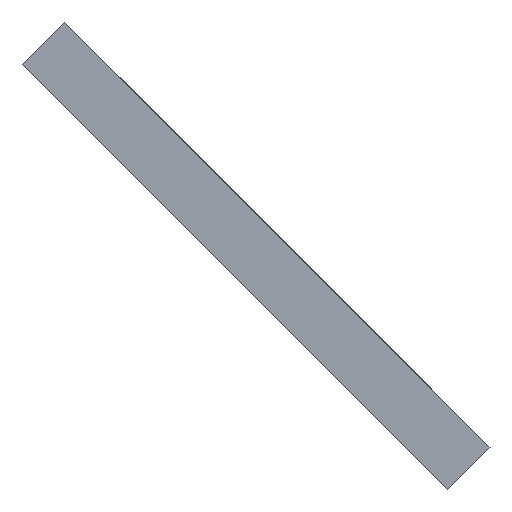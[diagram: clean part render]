
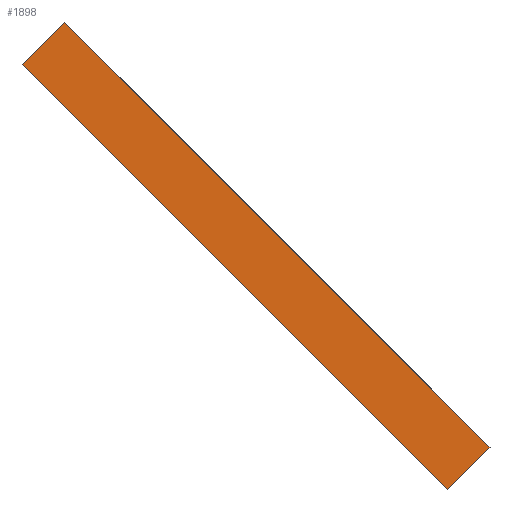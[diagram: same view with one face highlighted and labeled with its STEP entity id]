
A CAD part, left-side view. The second image highlights one B-rep face of the part: STEP entity #1898.
In plain terms, the highlighted planar face has unit normal (-1, 0, 0).
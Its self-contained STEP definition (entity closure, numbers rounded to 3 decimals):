
#296=FACE_OUTER_BOUND('',#402,.T.);
#402=EDGE_LOOP('',(#1679,#1680,#1681,#1682));
#564=LINE('',#3717,#728);
#572=LINE('',#3732,#736);
#573=LINE('',#3734,#737);
#574=LINE('',#3735,#738);
#728=VECTOR('',#2201,10.);
#736=VECTOR('',#2213,10.);
#737=VECTOR('',#2216,10.);
#738=VECTOR('',#2217,10.);
#916=VERTEX_POINT('',#3714);
#917=VERTEX_POINT('',#3716);
#921=VERTEX_POINT('',#3728);
#922=VERTEX_POINT('',#3730);
#1188=EDGE_CURVE('',#916,#917,#564,.T.);
#1196=EDGE_CURVE('',#921,#922,#572,.T.);
#1197=EDGE_CURVE('',#916,#921,#573,.T.);
#1198=EDGE_CURVE('',#917,#922,#574,.T.);
#1679=ORIENTED_EDGE('',*,*,#1197,.T.);
#1680=ORIENTED_EDGE('',*,*,#1196,.T.);
#1681=ORIENTED_EDGE('',*,*,#1198,.F.);
#1682=ORIENTED_EDGE('',*,*,#1188,.F.);
#1795=PLANE('',#1959);
#1898=ADVANCED_FACE('',(#296),#1795,.T.);
#1959=AXIS2_PLACEMENT_3D('',#3733,#2214,#2215);
#2201=DIRECTION('',(0.,-0.707,0.707));
#2213=DIRECTION('',(0.,-0.707,0.707));
#2214=DIRECTION('center_axis',(-1.,0.,0.));
#2215=DIRECTION('ref_axis',(0.,-0.707,-0.707));
#2216=DIRECTION('',(0.,-0.707,-0.707));
#2217=DIRECTION('',(0.,-0.707,-0.707));
#3714=CARTESIAN_POINT('',(-31.,-80.261,139.859));
#3716=CARTESIAN_POINT('',(-31.,-81.392,140.99));
#3717=CARTESIAN_POINT('',(-31.,-80.261,139.859));
#3728=CARTESIAN_POINT('',(-31.,-91.574,128.545));
#3730=CARTESIAN_POINT('',(-31.,-92.706,129.676));
#3732=CARTESIAN_POINT('',(-31.,-91.574,128.545));
#3733=CARTESIAN_POINT('Origin',(-31.,-80.261,139.859));
#3734=CARTESIAN_POINT('',(-31.,-80.261,139.859));
#3735=CARTESIAN_POINT('',(-31.,-81.392,140.99));
